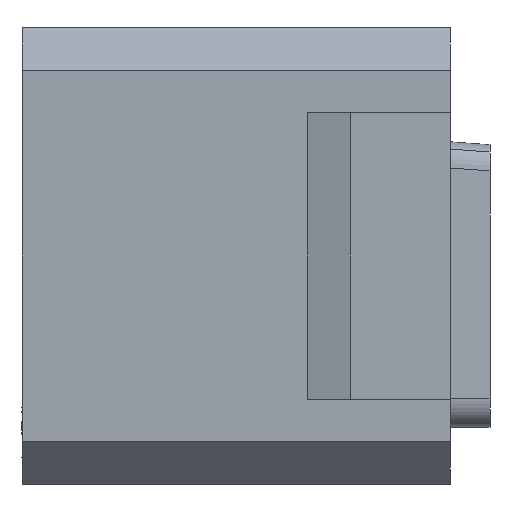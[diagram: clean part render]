
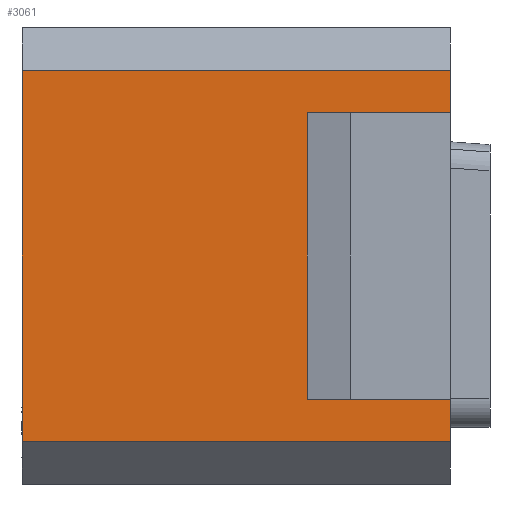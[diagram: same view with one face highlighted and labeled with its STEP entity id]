
A CAD part, left-side view. The second image highlights one B-rep face of the part: STEP entity #3061.
In plain terms, the highlighted planar face has unit normal (-1, 0, 0).
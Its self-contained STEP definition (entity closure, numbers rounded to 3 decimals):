
#55 = EDGE_CURVE ( 'NONE', #3439, #422, #2905, .T. ) ;
#422 = VERTEX_POINT ( 'NONE', #7086 ) ;
#459 = EDGE_CURVE ( 'NONE', #3439, #1995, #2845, .T. ) ;
#471 = ORIENTED_EDGE ( 'NONE', *, *, #55, .F. ) ;
#472 = CARTESIAN_POINT ( 'NONE',  ( 0., 30., -29. ) ) ;
#477 = DIRECTION ( 'NONE',  ( 0., 1., 0. ) ) ;
#528 = VECTOR ( 'NONE', #4310, 1000. ) ;
#559 = ORIENTED_EDGE ( 'NONE', *, *, #2911, .T. ) ;
#604 = AXIS2_PLACEMENT_3D ( 'NONE', #1339, #738, #3203 ) ;
#634 = CARTESIAN_POINT ( 'NONE',  ( 0., 30., -5.95 ) ) ;
#738 = DIRECTION ( 'NONE',  ( 1., 0., 0. ) ) ;
#1026 = LINE ( 'NONE', #472, #2322 ) ;
#1063 = LINE ( 'NONE', #7853, #7089 ) ;
#1087 = VERTEX_POINT ( 'NONE', #2444 ) ;
#1233 = LINE ( 'NONE', #2374, #528 ) ;
#1339 = CARTESIAN_POINT ( 'NONE',  ( 0., 30., 0. ) ) ;
#1415 = ORIENTED_EDGE ( 'NONE', *, *, #3459, .T. ) ;
#1919 = FACE_OUTER_BOUND ( 'NONE', #7373, .T. ) ;
#1995 = VERTEX_POINT ( 'NONE', #5443 ) ;
#2015 = VERTEX_POINT ( 'NONE', #6125 ) ;
#2190 = DIRECTION ( 'NONE',  ( 0., 0., 1. ) ) ;
#2322 = VECTOR ( 'NONE', #5185, 1000. ) ;
#2341 = ORIENTED_EDGE ( 'NONE', *, *, #3712, .T. ) ;
#2374 = CARTESIAN_POINT ( 'NONE',  ( 0., 0., 0. ) ) ;
#2444 = CARTESIAN_POINT ( 'NONE',  ( 0., 0., -26.05 ) ) ;
#2480 = EDGE_CURVE ( 'NONE', #5159, #7030, #7710, .T. ) ;
#2527 = DIRECTION ( 'NONE',  ( 0., -1., 0. ) ) ;
#2746 = LINE ( 'NONE', #6995, #3341 ) ;
#2795 = VECTOR ( 'NONE', #6495, 1000. ) ;
#2845 = LINE ( 'NONE', #634, #6429 ) ;
#2905 = LINE ( 'NONE', #3461, #5622 ) ;
#2911 = EDGE_CURVE ( 'NONE', #1087, #422, #3577, .T. ) ;
#2981 = CARTESIAN_POINT ( 'NONE',  ( 0., 30., -26.05 ) ) ;
#2995 = CARTESIAN_POINT ( 'NONE',  ( 0., 30., -3. ) ) ;
#2996 = ORIENTED_EDGE ( 'NONE', *, *, #7499, .T. ) ;
#3051 = DIRECTION ( 'NONE',  ( 0., 0., 1. ) ) ;
#3061 = ADVANCED_FACE ( 'NONE', ( #1919 ), #6879, .F. ) ;
#3203 = DIRECTION ( 'NONE',  ( 0., 0., -1. ) ) ;
#3341 = VECTOR ( 'NONE', #2190, 1000. ) ;
#3439 = VERTEX_POINT ( 'NONE', #7910 ) ;
#3459 = EDGE_CURVE ( 'NONE', #2015, #1087, #1233, .T. ) ;
#3461 = CARTESIAN_POINT ( 'NONE',  ( 0., 10., 0. ) ) ;
#3577 = LINE ( 'NONE', #2981, #6285 ) ;
#3712 = EDGE_CURVE ( 'NONE', #4530, #2015, #1026, .T. ) ;
#3894 = ORIENTED_EDGE ( 'NONE', *, *, #6753, .F. ) ;
#4310 = DIRECTION ( 'NONE',  ( 0., 0., 1. ) ) ;
#4530 = VERTEX_POINT ( 'NONE', #5101 ) ;
#4639 = CARTESIAN_POINT ( 'NONE',  ( 0., 0., -3. ) ) ;
#4953 = ORIENTED_EDGE ( 'NONE', *, *, #2480, .T. ) ;
#5101 = CARTESIAN_POINT ( 'NONE',  ( 0., 30., -29. ) ) ;
#5159 = VERTEX_POINT ( 'NONE', #4639 ) ;
#5185 = DIRECTION ( 'NONE',  ( 0., -1., 0. ) ) ;
#5365 = DIRECTION ( 'NONE',  ( 0., 0., -1. ) ) ;
#5443 = CARTESIAN_POINT ( 'NONE',  ( 0., 0., -5.95 ) ) ;
#5622 = VECTOR ( 'NONE', #5365, 1000. ) ;
#5894 = CARTESIAN_POINT ( 'NONE',  ( 0., 30., -3. ) ) ;
#6125 = CARTESIAN_POINT ( 'NONE',  ( 0., 0., -29. ) ) ;
#6285 = VECTOR ( 'NONE', #477, 1000. ) ;
#6429 = VECTOR ( 'NONE', #2527, 1000. ) ;
#6495 = DIRECTION ( 'NONE',  ( 0., 1., 0. ) ) ;
#6753 = EDGE_CURVE ( 'NONE', #4530, #7030, #2746, .T. ) ;
#6879 = PLANE ( 'NONE',  #604 ) ;
#6888 = ORIENTED_EDGE ( 'NONE', *, *, #459, .T. ) ;
#6995 = CARTESIAN_POINT ( 'NONE',  ( 0., 30., 0. ) ) ;
#7030 = VERTEX_POINT ( 'NONE', #2995 ) ;
#7086 = CARTESIAN_POINT ( 'NONE',  ( 0., 10., -26.05 ) ) ;
#7089 = VECTOR ( 'NONE', #3051, 1000. ) ;
#7373 = EDGE_LOOP ( 'NONE', ( #471, #6888, #2996, #4953, #3894, #2341, #1415, #559 ) ) ;
#7499 = EDGE_CURVE ( 'NONE', #1995, #5159, #1063, .T. ) ;
#7710 = LINE ( 'NONE', #5894, #2795 ) ;
#7853 = CARTESIAN_POINT ( 'NONE',  ( 0., 0., 0. ) ) ;
#7910 = CARTESIAN_POINT ( 'NONE',  ( 0., 10., -5.95 ) ) ;
